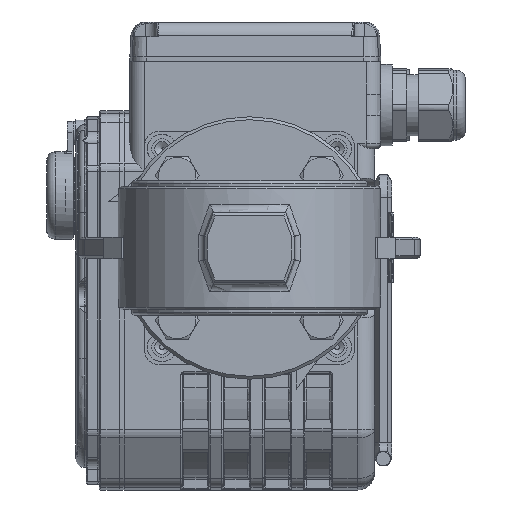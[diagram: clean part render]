
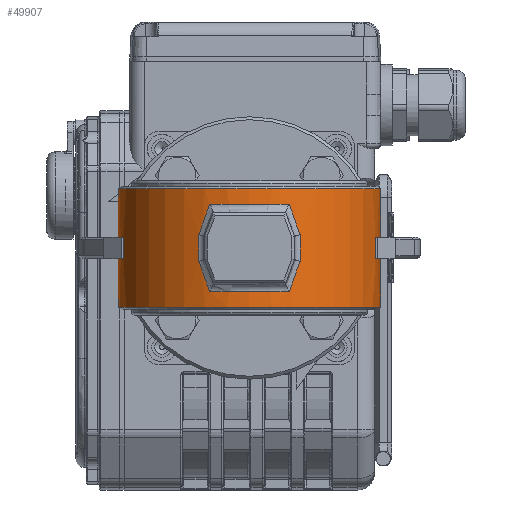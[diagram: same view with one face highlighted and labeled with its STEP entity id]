
A CAD part, front view. The second image highlights one B-rep face of the part: STEP entity #49907.
In plain terms, the highlighted cylindrical face has radius 45 mm (diameter 90 mm), a partial arc.
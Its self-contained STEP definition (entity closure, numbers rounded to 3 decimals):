
#839=CIRCLE('',#52992,45.);
#849=CIRCLE('',#53013,45.);
#870=CIRCLE('',#53053,45.);
#871=CIRCLE('',#53059,45.);
#872=CIRCLE('',#53068,45.);
#873=CIRCLE('',#53072,45.);
#874=CIRCLE('',#53074,45.);
#875=CIRCLE('',#53077,45.);
#3315=ELLIPSE('',#53088,135.68,45.);
#3316=ELLIPSE('',#53089,135.68,45.);
#3317=ELLIPSE('',#53091,135.68,45.);
#3318=ELLIPSE('',#53092,135.68,45.);
#3438=CYLINDRICAL_SURFACE('',#53090,45.);
#6948=ORIENTED_EDGE('',*,*,#20487,.F.);
#6949=ORIENTED_EDGE('',*,*,#20530,.T.);
#6950=ORIENTED_EDGE('',*,*,#20589,.T.);
#6951=ORIENTED_EDGE('',*,*,#20596,.T.);
#6952=ORIENTED_EDGE('',*,*,#20568,.F.);
#6953=ORIENTED_EDGE('',*,*,#20526,.T.);
#6954=ORIENTED_EDGE('',*,*,#20556,.T.);
#6955=ORIENTED_EDGE('',*,*,#20562,.F.);
#6956=ORIENTED_EDGE('',*,*,#20591,.F.);
#6957=ORIENTED_EDGE('',*,*,#20436,.F.);
#6958=ORIENTED_EDGE('',*,*,#20455,.T.);
#6959=ORIENTED_EDGE('',*,*,#20560,.F.);
#6960=ORIENTED_EDGE('',*,*,#20614,.F.);
#6961=ORIENTED_EDGE('',*,*,#20573,.T.);
#6962=ORIENTED_EDGE('',*,*,#20613,.F.);
#6963=ORIENTED_EDGE('',*,*,#20594,.T.);
#6964=ORIENTED_EDGE('',*,*,#20612,.F.);
#6965=ORIENTED_EDGE('',*,*,#20579,.F.);
#6966=ORIENTED_EDGE('',*,*,#20615,.F.);
#6967=ORIENTED_EDGE('',*,*,#20598,.T.);
#20436=EDGE_CURVE('',#27424,#27422,#32084,.T.);
#20455=EDGE_CURVE('',#27424,#27439,#839,.T.);
#20487=EDGE_CURVE('',#27466,#27468,#849,.T.);
#20526=EDGE_CURVE('',#27501,#27500,#32139,.T.);
#20530=EDGE_CURVE('',#27466,#27504,#32143,.T.);
#20556=EDGE_CURVE('',#27500,#27513,#870,.T.);
#20560=EDGE_CURVE('',#27468,#27439,#32152,.T.);
#20562=EDGE_CURVE('',#27514,#27513,#32154,.T.);
#20568=EDGE_CURVE('',#27501,#27519,#871,.T.);
#20573=EDGE_CURVE('',#27522,#27521,#32163,.T.);
#20579=EDGE_CURVE('',#27527,#27525,#32166,.T.);
#20589=EDGE_CURVE('',#27504,#27530,#872,.T.);
#20591=EDGE_CURVE('',#27422,#27514,#873,.T.);
#20594=EDGE_CURVE('',#27532,#27531,#874,.T.);
#20596=EDGE_CURVE('',#27530,#27519,#32178,.T.);
#20598=EDGE_CURVE('',#27535,#27534,#875,.T.);
#20612=EDGE_CURVE('',#27525,#27531,#3315,.T.);
#20613=EDGE_CURVE('',#27532,#27521,#3316,.T.);
#20614=EDGE_CURVE('',#27522,#27534,#3317,.T.);
#20615=EDGE_CURVE('',#27535,#27527,#3318,.T.);
#27422=VERTEX_POINT('',#75709);
#27424=VERTEX_POINT('',#75713);
#27439=VERTEX_POINT('',#75753);
#27466=VERTEX_POINT('',#75827);
#27468=VERTEX_POINT('',#75830);
#27500=VERTEX_POINT('',#75928);
#27501=VERTEX_POINT('',#75930);
#27504=VERTEX_POINT('',#75936);
#27513=VERTEX_POINT('',#76036);
#27514=VERTEX_POINT('',#76054);
#27519=VERTEX_POINT('',#76068);
#27521=VERTEX_POINT('',#76118);
#27522=VERTEX_POINT('',#76120);
#27525=VERTEX_POINT('',#76207);
#27527=VERTEX_POINT('',#76253);
#27530=VERTEX_POINT('',#76271);
#27531=VERTEX_POINT('',#76326);
#27532=VERTEX_POINT('',#76328);
#27534=VERTEX_POINT('',#76425);
#27535=VERTEX_POINT('',#76427);
#32084=LINE('',#75714,#35751);
#32139=LINE('',#75929,#35806);
#32143=LINE('',#75937,#35810);
#32152=LINE('',#76052,#35819);
#32154=LINE('',#76055,#35821);
#32163=LINE('',#76119,#35830);
#32166=LINE('',#76254,#35833);
#32178=LINE('',#76376,#35845);
#35751=VECTOR('',#58855,1000.);
#35806=VECTOR('',#59018,1000.);
#35810=VECTOR('',#59022,1000.);
#35819=VECTOR('',#59065,1000.);
#35821=VECTOR('',#59067,1000.);
#35830=VECTOR('',#59086,1000.);
#35833=VECTOR('',#59091,1000.);
#35845=VECTOR('',#59129,1000.);
#39389=EDGE_LOOP('',(#6948,#6949,#6950,#6951,#6952,#6953,#6954,#6955,#6956,
#6957,#6958,#6959));
#39390=EDGE_LOOP('',(#6960,#6961,#6962,#6963,#6964,#6965,#6966,#6967));
#42843=FACE_BOUND('',#39389,.T.);
#42844=FACE_BOUND('',#39390,.T.);
#49907=ADVANCED_FACE('',(#42843,#42844),#3438,.T.);
#52992=AXIS2_PLACEMENT_3D('',#75755,#58886,#58887);
#53013=AXIS2_PLACEMENT_3D('',#75829,#58946,#58947);
#53053=AXIS2_PLACEMENT_3D('',#76037,#59056,#59057);
#53059=AXIS2_PLACEMENT_3D('',#76067,#59077,#59078);
#53068=AXIS2_PLACEMENT_3D('',#76272,#59111,#59112);
#53072=AXIS2_PLACEMENT_3D('',#76277,#59120,#59121);
#53074=AXIS2_PLACEMENT_3D('',#76327,#59125,#59126);
#53077=AXIS2_PLACEMENT_3D('',#76426,#59132,#59133);
#53088=AXIS2_PLACEMENT_3D('',#76525,#59158,#59159);
#53089=AXIS2_PLACEMENT_3D('',#76550,#59160,#59161);
#53090=AXIS2_PLACEMENT_3D('',#76551,#59162,#59163);
#53091=AXIS2_PLACEMENT_3D('',#76552,#59164,#59165);
#53092=AXIS2_PLACEMENT_3D('',#76553,#59166,#59167);
#58855=DIRECTION('',(0.,0.,-1.));
#58886=DIRECTION('',(0.,0.,1.));
#58887=DIRECTION('',(1.,0.,0.));
#58946=DIRECTION('',(0.,0.,1.));
#58947=DIRECTION('',(1.,0.,0.));
#59018=DIRECTION('',(0.,0.,-1.));
#59022=DIRECTION('',(0.,0.,-1.));
#59056=DIRECTION('',(0.,0.,1.));
#59057=DIRECTION('',(1.,0.,0.));
#59065=DIRECTION('',(0.,0.,-1.));
#59067=DIRECTION('',(0.,0.,-1.));
#59077=DIRECTION('',(0.,0.,1.));
#59078=DIRECTION('',(1.,0.,0.));
#59086=DIRECTION('',(0.,0.,-1.));
#59091=DIRECTION('',(0.,0.,-1.));
#59111=DIRECTION('',(0.,0.,1.));
#59112=DIRECTION('',(1.,0.,0.));
#59120=DIRECTION('',(0.,0.,1.));
#59121=DIRECTION('',(1.,0.,0.));
#59125=DIRECTION('',(0.,0.,-1.));
#59126=DIRECTION('',(-1.,0.,0.));
#59129=DIRECTION('',(0.,0.,-1.));
#59132=DIRECTION('',(0.,0.,1.));
#59133=DIRECTION('',(1.,0.,0.));
#59158=DIRECTION('',(0.943,0.,0.332));
#59159=DIRECTION('',(0.332,0.,-0.943));
#59160=DIRECTION('',(-0.943,0.,0.332));
#59161=DIRECTION('',(-0.332,0.,-0.943));
#59162=DIRECTION('',(0.,0.,1.));
#59163=DIRECTION('',(-1.,0.,0.));
#59164=DIRECTION('',(-0.943,0.,-0.332));
#59165=DIRECTION('',(0.332,0.,-0.943));
#59166=DIRECTION('',(0.943,0.,-0.332));
#59167=DIRECTION('',(-0.332,0.,-0.943));
#75709=CARTESIAN_POINT('',(43.229,-12.5,-3.75));
#75713=CARTESIAN_POINT('',(43.229,-12.5,3.75));
#75714=CARTESIAN_POINT('',(43.229,-12.5,3.75));
#75753=CARTESIAN_POINT('',(45.,-0.1,3.75));
#75755=CARTESIAN_POINT('',(0.,0.,3.75));
#75827=CARTESIAN_POINT('',(-45.,-0.1,20.25));
#75829=CARTESIAN_POINT('',(0.,0.,20.25));
#75830=CARTESIAN_POINT('',(45.,-0.1,20.25));
#75928=CARTESIAN_POINT('',(-45.,-0.1,-20.25));
#75929=CARTESIAN_POINT('',(-45.,-0.1,21.25));
#75930=CARTESIAN_POINT('',(-45.,-0.1,-3.75));
#75936=CARTESIAN_POINT('',(-45.,-0.1,3.75));
#75937=CARTESIAN_POINT('',(-45.,-0.1,21.25));
#76036=CARTESIAN_POINT('',(45.,-0.1,-20.25));
#76037=CARTESIAN_POINT('',(0.,0.,-20.25));
#76052=CARTESIAN_POINT('',(45.,-0.1,21.25));
#76054=CARTESIAN_POINT('',(45.,-0.1,-3.75));
#76055=CARTESIAN_POINT('',(45.,-0.1,21.25));
#76067=CARTESIAN_POINT('',(0.,0.,-3.75));
#76068=CARTESIAN_POINT('',(-43.229,-12.5,-3.75));
#76118=CARTESIAN_POINT('',(17.344,-41.523,-4.544));
#76119=CARTESIAN_POINT('',(17.344,-41.523,21.25));
#76120=CARTESIAN_POINT('',(17.344,-41.523,4.544));
#76207=CARTESIAN_POINT('',(-17.344,-41.523,-4.544));
#76253=CARTESIAN_POINT('',(-17.344,-41.523,4.544));
#76254=CARTESIAN_POINT('',(-17.344,-41.523,21.25));
#76271=CARTESIAN_POINT('',(-43.229,-12.5,3.75));
#76272=CARTESIAN_POINT('',(0.,0.,3.75));
#76277=CARTESIAN_POINT('',(0.,0.,-3.75));
#76326=CARTESIAN_POINT('',(-13.668,-42.874,-15.));
#76327=CARTESIAN_POINT('',(0.,0.,-15.));
#76328=CARTESIAN_POINT('',(13.668,-42.874,-15.));
#76376=CARTESIAN_POINT('',(-43.229,-12.5,3.75));
#76425=CARTESIAN_POINT('',(13.668,-42.874,15.));
#76426=CARTESIAN_POINT('',(0.,0.,15.));
#76427=CARTESIAN_POINT('',(-13.668,-42.874,15.));
#76525=CARTESIAN_POINT('',(0.,0.,-53.877));
#76550=CARTESIAN_POINT('',(0.,0.,-53.877));
#76551=CARTESIAN_POINT('',(0.,0.,21.25));
#76552=CARTESIAN_POINT('',(0.,0.,53.877));
#76553=CARTESIAN_POINT('',(0.,0.,53.877));
